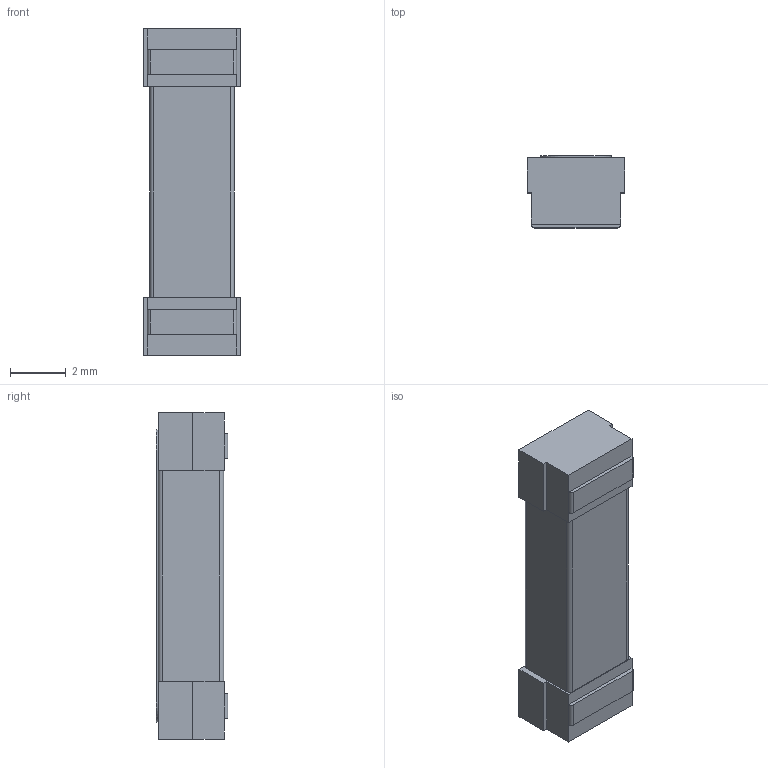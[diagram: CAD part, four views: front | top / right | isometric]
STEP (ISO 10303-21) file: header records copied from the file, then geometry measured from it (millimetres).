
FILE_DESCRIPTION (( 'STEP AP214' ), '1' );
FILE_NAME ('Coilcraft-MA5532-AE.STEP', '2012-07-29T13:25:40', ( 'SysAdmin' ), ( 'SolidWorks' ), 'SwSTEP 2.0', 'SolidWorks 2012', '' );
FILE_SCHEMA (( 'AUTOMOTIVE_DESIGN' ));
Length unit declared in the file: millimetre
Products named in the file (1): Coilcraft-MA5532-AE
Bounding box: 3.5 x 2.58 x 11.7 mm (x, y, z)
Volume: 89.2 mm3; surface area: 187.7 mm2
Topology: 1 solids, 1 shells, 257 faces, 671 edges, 426 vertices
Faces by surface type: bspline 173, plane 72, cylinder 12
Entity records: 11552 total; most frequent: CARTESIAN_POINT 3596, ORIENTED_EDGE 1342, EDGE_CURVE 671, DIRECTION 519, VERTEX_POINT 426, B_SPLINE_CURVE_WITH_KNOTS 346, LINE 301, VECTOR 301
